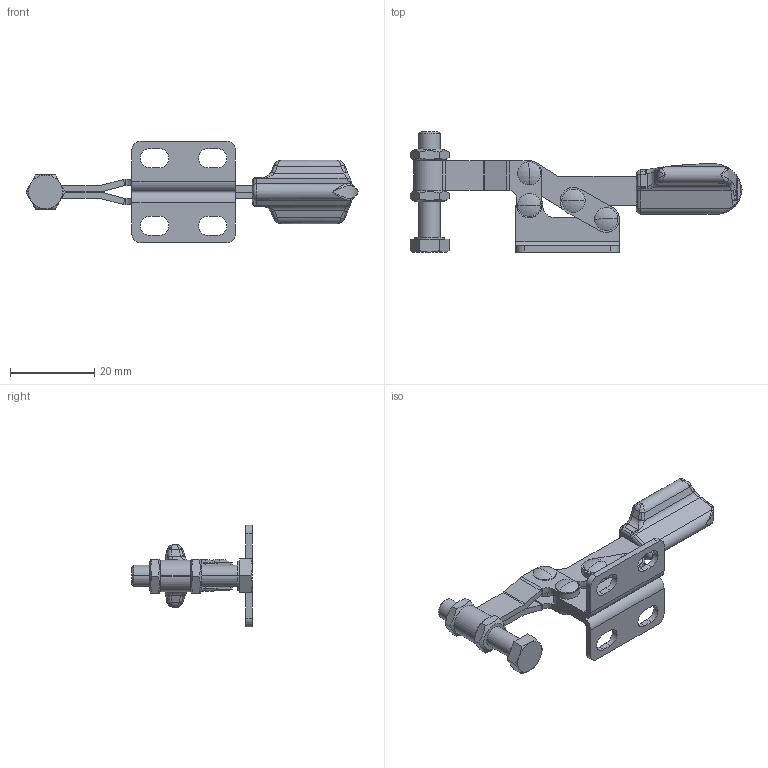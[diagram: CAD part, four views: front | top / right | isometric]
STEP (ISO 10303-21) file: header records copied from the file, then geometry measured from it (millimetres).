
FILE_DESCRIPTION((''),'2;1');
FILE_NAME('MH1SB.stp','2009-11-06T11:50:11',('David'),(''),'Autodesk Inventor 8','Autodesk Inventor 8','');
FILE_SCHEMA(('AUTOMOTIVE_DESIGN { 1 0 10303 214 1 1 1 1 }'));
Length unit declared in the file: millimetre
Products named in the file (6): MH1SB; MH1 B SIDEPLATE ASSEMBLY; MH1 S-BAR ASSEMBLY; MH1 LINK ASSEMBLY; MH1 HANDLE ASSEMBLY; ISO 4017  (Regular Thread) M5 x 25
Assembly tree (5 placements, depth 2):
  MH1SB
    MH1 B SIDEPLATE ASSEMBLY
    MH1 S-BAR ASSEMBLY
    MH1 LINK ASSEMBLY
    MH1 HANDLE ASSEMBLY
    ISO 4017  (Regular Thread) M5 x 25
Bounding box: 78.63 x 28.5 x 24 mm (x, y, z)
Volume: 6035.1 mm3; surface area: 6541.7 mm2
Topology: 5 solids, 8 shells, 458 faces, 1155 edges, 711 vertices
Faces by surface type: cylinder 147, bspline 142, plane 113, cone 30, sphere 14, torus 12
Entity records: 19231 total; most frequent: CARTESIAN_POINT 8395, ORIENTED_EDGE 2282, DIRECTION 2242, EDGE_CURVE 1141, AXIS2_PLACEMENT_3D 898, VERTEX_POINT 711, CIRCLE 515, EDGE_LOOP 502
